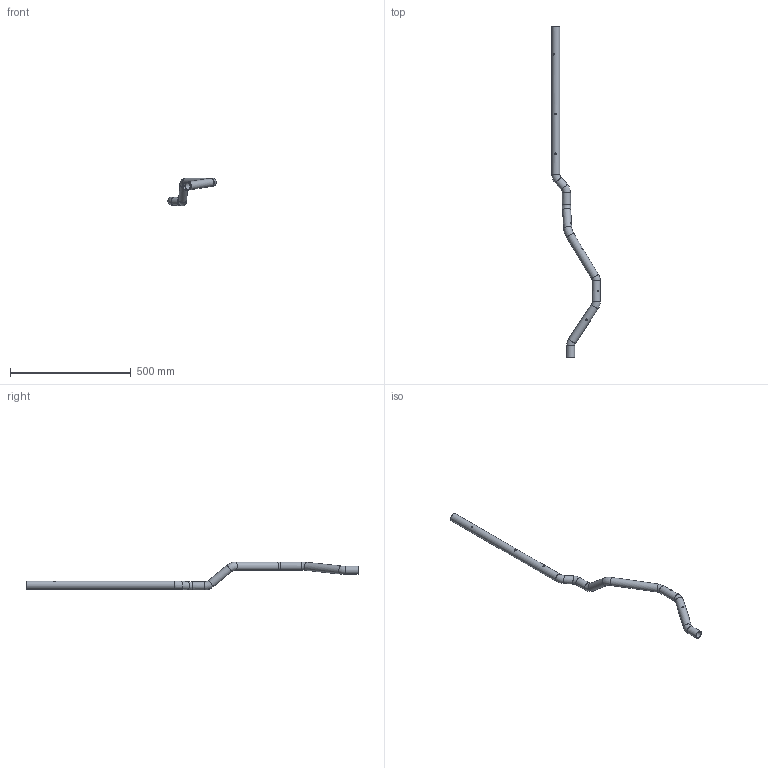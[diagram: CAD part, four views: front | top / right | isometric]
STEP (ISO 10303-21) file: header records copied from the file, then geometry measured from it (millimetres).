
FILE_DESCRIPTION(/* description */ ('None'),/* implementation_level */ '2;1');
FILE_NAME(/* name */ 'JC46-E044K25-A-11-TUB I-PNL MTNG LWR LH',/* time_stamp */ '2019-11-05T10:59:20+03:00',/* author */ ('None'),/* organization */ ('None'),/* preprocessor_version */ 'ST-DEVELOPER v16.7',/* originating_system */ 'jt_step translator',/* authorisation */ ' ');
FILE_SCHEMA (('AP203_CONFIGURATION_CONTROLLED_3D_DESIGN_OF_MECHANICAL_PARTS_AND_ASSEMBLIES_MIM_LF { 1 0 10303 403 2 1 2}'));
Length unit declared in the file: millimetre
Products named in the file (1): JC46_E044K25_A_11_TUB_I_PNL_MTNG_LWR_LH
Bounding box: 200.7 x 1377 x 115.2 mm (x, y, z)
Volume: 294530 mm3; surface area: 295286 mm2
Topology: 1 solids, 1 shells, 40 faces, 197 edges, 239 vertices
Faces by surface type: cylinder 24, torus 14, plane 2
Full cylindrical faces by diameter (mm): 6.5 x8, 29.7 x8, 33.7 x8
Entity records: 6032 total; most frequent: CARTESIAN_POINT 4830, DIRECTION 174, ORIENTED_EDGE 128, EDGE_LOOP 96, FACE_BOUND 96, AXIS2_PLACEMENT_3D 73, EDGE_CURVE 64, VERTEX_POINT 64
